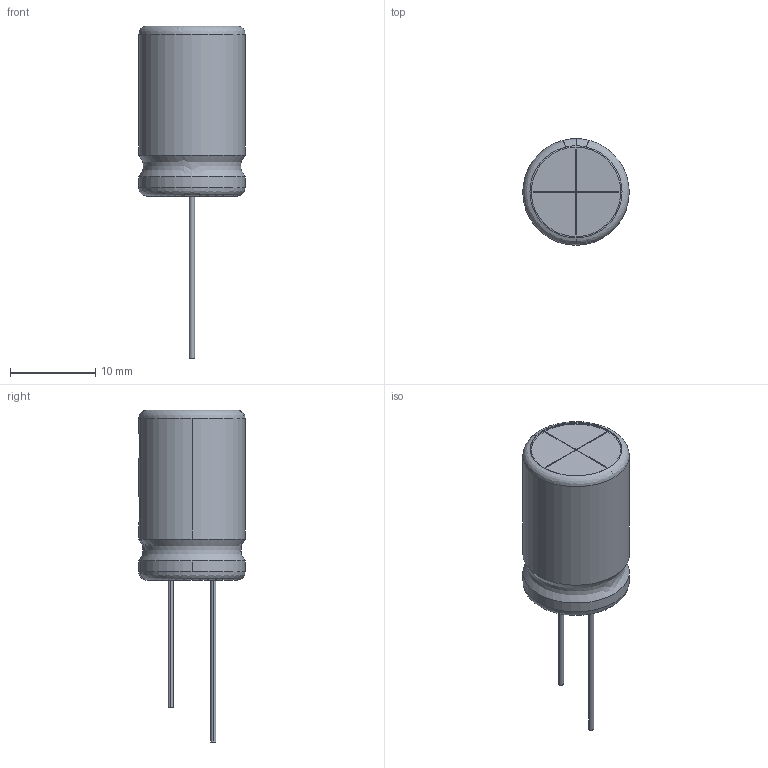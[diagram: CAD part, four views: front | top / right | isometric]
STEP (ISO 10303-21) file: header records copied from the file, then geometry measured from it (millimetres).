
FILE_DESCRIPTION (( 'STEP AP214' ), '1' );
FILE_NAME ('User Library-Cap12.5x20.STEP', '2010-10-17T08:58:40', ( 'sysAdmin' ), ( 'SolidWorks' ), 'SwSTEP 2.0', 'SolidWorks 2010', '' );
FILE_SCHEMA (( 'AUTOMOTIVE_DESIGN' ));
Length unit declared in the file: millimetre
Products named in the file (11): User Library-Cap12.5x20_3_1; User Library-Cap12.5x20_7_1; User Library-Cap12.5x20_6_1; User Library-Cap12.5x20_5_1; User Library-Cap12.5x20_8_1; User Library-Cap12.5x20_9_1; User Library-Cap12.5x20_10_1; User Library-Cap12.5x20; User Library-Cap12.5x20_4_1; User Library-Cap12.5x20_2_1; User Library-Cap12.5x20_1_1
Assembly tree (10 placements, depth 2):
  User Library-Cap12.5x20
    User Library-Cap12.5x20_1_1
    User Library-Cap12.5x20_7_1
    User Library-Cap12.5x20_2_1
    User Library-Cap12.5x20_4_1
    User Library-Cap12.5x20_10_1
    User Library-Cap12.5x20_3_1
    User Library-Cap12.5x20_6_1
    User Library-Cap12.5x20_8_1
    User Library-Cap12.5x20_5_1
    User Library-Cap12.5x20_9_1
Bounding box: 12.5 x 12.5 x 38.99 mm (x, y, z)
Volume: 2400.4 mm3; surface area: 2924.4 mm2
Topology: 10 solids, 10 shells, 131 faces, 331 edges, 221 vertices
Faces by surface type: cylinder 66, plane 41, bspline 24
Entity records: 6710 total; most frequent: CARTESIAN_POINT 1781, ORIENTED_EDGE 662, DIRECTION 598, EDGE_CURVE 331, AXIS2_PLACEMENT_3D 222, VERTEX_POINT 221, UNCERTAINTY_MEASURE_WITH_UNIT 162, VECTOR 154
